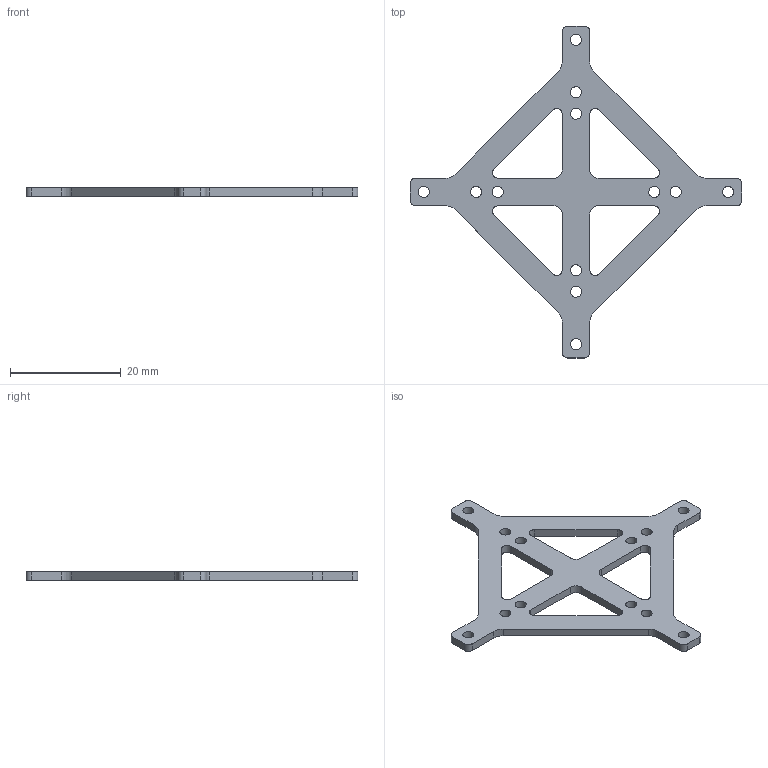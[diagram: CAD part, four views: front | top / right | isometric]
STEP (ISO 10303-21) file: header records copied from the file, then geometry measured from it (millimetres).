
FILE_DESCRIPTION(('FreeCAD Model'),'2;1');
FILE_NAME('Open CASCADE Shape Model','2024-12-21T14:58:47',(''),(''), 'Open CASCADE STEP processor 7.8','FreeCAD','Unknown');
FILE_SCHEMA(('AUTOMOTIVE_DESIGN { 1 0 10303 214 1 1 1 1 }'));
Length unit declared in the file: millimetre
Products named in the file (1): Scale001
Bounding box: 60 x 60 x 1.5 mm (x, y, z)
Volume: 1434.5 mm3; surface area: 2562.8 mm2
Topology: 1 solids, 1 shells, 70 faces, 204 edges, 136 vertices
Faces by surface type: bspline 70
Entity records: 2542 total; most frequent: CARTESIAN_POINT 1337, ORIENTED_EDGE 408, EDGE_CURVE 204, VERTEX_POINT 136, B_SPLINE_CURVE_WITH_KNOTS 124, FACE_BOUND 102, EDGE_LOOP 102, ADVANCED_FACE 70
